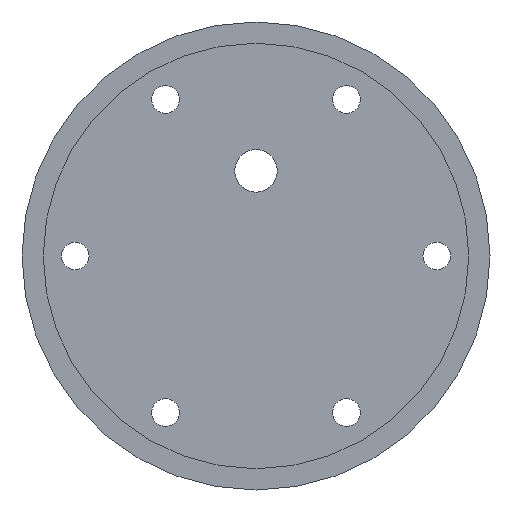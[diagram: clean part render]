
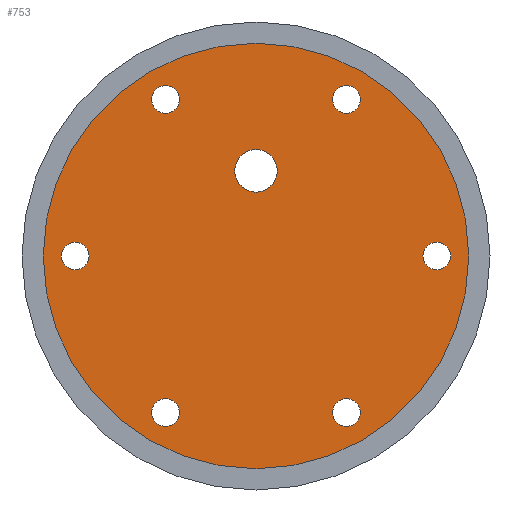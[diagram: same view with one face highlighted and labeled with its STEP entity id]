
A CAD part, front view. The second image highlights one B-rep face of the part: STEP entity #753.
In plain terms, the highlighted planar face has unit normal (0, -1, 0).
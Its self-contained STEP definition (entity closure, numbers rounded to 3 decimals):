
#16=CARTESIAN_POINT('',(0.,0.,40.));
#17=DIRECTION('',(0.,-1.,0.));
#18=DIRECTION('',(1.,0.,0.));
#19=AXIS2_PLACEMENT_3D('',#16,#17,#18);
#21=CARTESIAN_POINT('',(0.,0.,40.));
#22=DIRECTION('',(0.,-1.,0.));
#23=DIRECTION('',(-1.,0.,0.));
#24=AXIS2_PLACEMENT_3D('',#21,#22,#23);
#26=CARTESIAN_POINT('',(0.,0.,0.));
#27=DIRECTION('',(0.,-1.,0.));
#28=DIRECTION('',(0.,0.,1.));
#29=AXIS2_PLACEMENT_3D('',#26,#27,#28);
#31=CARTESIAN_POINT('',(0.,0.,0.));
#32=DIRECTION('',(0.,-1.,0.));
#33=DIRECTION('',(0.,0.,-1.));
#34=AXIS2_PLACEMENT_3D('',#31,#32,#33);
#36=CARTESIAN_POINT('',(42.5,0.,-73.612));
#37=DIRECTION('',(0.,1.,0.));
#38=DIRECTION('',(1.,0.,0.));
#39=AXIS2_PLACEMENT_3D('',#36,#37,#38);
#41=CARTESIAN_POINT('',(42.5,0.,-73.612));
#42=DIRECTION('',(0.,1.,0.));
#43=DIRECTION('',(-1.,0.,0.));
#44=AXIS2_PLACEMENT_3D('',#41,#42,#43);
#46=CARTESIAN_POINT('',(-42.5,0.,-73.612));
#47=DIRECTION('',(0.,1.,0.));
#48=DIRECTION('',(0.5,0.,-0.866));
#49=AXIS2_PLACEMENT_3D('',#46,#47,#48);
#51=CARTESIAN_POINT('',(-42.5,0.,-73.612));
#52=DIRECTION('',(0.,1.,0.));
#53=DIRECTION('',(-0.5,0.,0.866));
#54=AXIS2_PLACEMENT_3D('',#51,#52,#53);
#56=CARTESIAN_POINT('',(-85.,0.,0.));
#57=DIRECTION('',(0.,1.,0.));
#58=DIRECTION('',(-0.5,0.,-0.866));
#59=AXIS2_PLACEMENT_3D('',#56,#57,#58);
#61=CARTESIAN_POINT('',(-85.,0.,0.));
#62=DIRECTION('',(0.,1.,0.));
#63=DIRECTION('',(0.5,0.,0.866));
#64=AXIS2_PLACEMENT_3D('',#61,#62,#63);
#66=CARTESIAN_POINT('',(-42.5,0.,73.612));
#67=DIRECTION('',(0.,1.,0.));
#68=DIRECTION('',(-1.,0.,0.));
#69=AXIS2_PLACEMENT_3D('',#66,#67,#68);
#71=CARTESIAN_POINT('',(-42.5,0.,73.612));
#72=DIRECTION('',(0.,1.,0.));
#73=DIRECTION('',(1.,0.,0.));
#74=AXIS2_PLACEMENT_3D('',#71,#72,#73);
#76=CARTESIAN_POINT('',(42.5,0.,73.612));
#77=DIRECTION('',(0.,1.,0.));
#78=DIRECTION('',(-0.5,0.,0.866));
#79=AXIS2_PLACEMENT_3D('',#76,#77,#78);
#81=CARTESIAN_POINT('',(42.5,0.,73.612));
#82=DIRECTION('',(0.,1.,0.));
#83=DIRECTION('',(0.5,0.,-0.866));
#84=AXIS2_PLACEMENT_3D('',#81,#82,#83);
#86=CARTESIAN_POINT('',(85.,0.,0.));
#87=DIRECTION('',(0.,1.,0.));
#88=DIRECTION('',(0.5,0.,0.866));
#89=AXIS2_PLACEMENT_3D('',#86,#87,#88);
#91=CARTESIAN_POINT('',(85.,0.,0.));
#92=DIRECTION('',(0.,1.,0.));
#93=DIRECTION('',(-0.5,0.,-0.866));
#94=AXIS2_PLACEMENT_3D('',#91,#92,#93);
#560=CARTESIAN_POINT('',(10.,0.,40.));
#561=CARTESIAN_POINT('',(-10.,0.,40.));
#562=VERTEX_POINT('',#560);
#563=VERTEX_POINT('',#561);
#596=CARTESIAN_POINT('',(0.,0.,100.));
#597=CARTESIAN_POINT('',(0.,0.,-100.));
#598=VERTEX_POINT('',#596);
#599=VERTEX_POINT('',#597);
#612=CARTESIAN_POINT('',(49.,0.,-73.612));
#613=CARTESIAN_POINT('',(36.,0.,-73.612));
#614=VERTEX_POINT('',#612);
#615=VERTEX_POINT('',#613);
#628=CARTESIAN_POINT('',(-39.25,0.,-79.241));
#629=CARTESIAN_POINT('',(-45.75,0.,-67.983));
#630=VERTEX_POINT('',#628);
#631=VERTEX_POINT('',#629);
#644=CARTESIAN_POINT('',(-88.25,0.,-5.629));
#645=CARTESIAN_POINT('',(-81.75,0.,5.629));
#646=VERTEX_POINT('',#644);
#647=VERTEX_POINT('',#645);
#660=CARTESIAN_POINT('',(-49.,0.,73.612));
#661=CARTESIAN_POINT('',(-36.,0.,73.612));
#662=VERTEX_POINT('',#660);
#663=VERTEX_POINT('',#661);
#676=CARTESIAN_POINT('',(39.25,0.,79.241));
#677=CARTESIAN_POINT('',(45.75,0.,67.983));
#678=VERTEX_POINT('',#676);
#679=VERTEX_POINT('',#677);
#692=CARTESIAN_POINT('',(88.25,0.,5.629));
#693=CARTESIAN_POINT('',(81.75,0.,-5.629));
#694=VERTEX_POINT('',#692);
#695=VERTEX_POINT('',#693);
#700=CARTESIAN_POINT('',(0.,0.,0.));
#701=DIRECTION('',(0.,1.,0.));
#702=DIRECTION('',(1.,0.,0.));
#703=AXIS2_PLACEMENT_3D('',#700,#701,#702);
#704=PLANE('',#703);
#706=ORIENTED_EDGE('',*,*,#705,.F.);
#708=ORIENTED_EDGE('',*,*,#707,.F.);
#709=EDGE_LOOP('',(#706,#708));
#710=FACE_OUTER_BOUND('',#709,.F.);
#712=ORIENTED_EDGE('',*,*,#711,.T.);
#714=ORIENTED_EDGE('',*,*,#713,.T.);
#715=EDGE_LOOP('',(#712,#714));
#716=FACE_BOUND('',#715,.F.);
#718=ORIENTED_EDGE('',*,*,#717,.F.);
#720=ORIENTED_EDGE('',*,*,#719,.F.);
#721=EDGE_LOOP('',(#718,#720));
#722=FACE_BOUND('',#721,.F.);
#724=ORIENTED_EDGE('',*,*,#723,.F.);
#726=ORIENTED_EDGE('',*,*,#725,.F.);
#727=EDGE_LOOP('',(#724,#726));
#728=FACE_BOUND('',#727,.F.);
#730=ORIENTED_EDGE('',*,*,#729,.F.);
#732=ORIENTED_EDGE('',*,*,#731,.F.);
#733=EDGE_LOOP('',(#730,#732));
#734=FACE_BOUND('',#733,.F.);
#736=ORIENTED_EDGE('',*,*,#735,.F.);
#738=ORIENTED_EDGE('',*,*,#737,.F.);
#739=EDGE_LOOP('',(#736,#738));
#740=FACE_BOUND('',#739,.F.);
#742=ORIENTED_EDGE('',*,*,#741,.F.);
#744=ORIENTED_EDGE('',*,*,#743,.F.);
#745=EDGE_LOOP('',(#742,#744));
#746=FACE_BOUND('',#745,.F.);
#748=ORIENTED_EDGE('',*,*,#747,.F.);
#750=ORIENTED_EDGE('',*,*,#749,.F.);
#751=EDGE_LOOP('',(#748,#750));
#752=FACE_BOUND('',#751,.F.);
#20=CIRCLE('',#19,10.);
#25=CIRCLE('',#24,10.);
#30=CIRCLE('',#29,100.);
#35=CIRCLE('',#34,100.);
#40=CIRCLE('',#39,6.5);
#45=CIRCLE('',#44,6.5);
#50=CIRCLE('',#49,6.5);
#55=CIRCLE('',#54,6.5);
#60=CIRCLE('',#59,6.5);
#65=CIRCLE('',#64,6.5);
#70=CIRCLE('',#69,6.5);
#75=CIRCLE('',#74,6.5);
#80=CIRCLE('',#79,6.5);
#85=CIRCLE('',#84,6.5);
#90=CIRCLE('',#89,6.5);
#95=CIRCLE('',#94,6.5);
#705=EDGE_CURVE('',#598,#599,#30,.T.);
#707=EDGE_CURVE('',#599,#598,#35,.T.);
#711=EDGE_CURVE('',#562,#563,#20,.T.);
#713=EDGE_CURVE('',#563,#562,#25,.T.);
#717=EDGE_CURVE('',#614,#615,#40,.T.);
#719=EDGE_CURVE('',#615,#614,#45,.T.);
#723=EDGE_CURVE('',#630,#631,#50,.T.);
#725=EDGE_CURVE('',#631,#630,#55,.T.);
#729=EDGE_CURVE('',#646,#647,#60,.T.);
#731=EDGE_CURVE('',#647,#646,#65,.T.);
#735=EDGE_CURVE('',#662,#663,#70,.T.);
#737=EDGE_CURVE('',#663,#662,#75,.T.);
#741=EDGE_CURVE('',#678,#679,#80,.T.);
#743=EDGE_CURVE('',#679,#678,#85,.T.);
#747=EDGE_CURVE('',#694,#695,#90,.T.);
#749=EDGE_CURVE('',#695,#694,#95,.T.);
#753=ADVANCED_FACE('',(#710,#716,#722,#728,#734,#740,#746,#752),#704,.F.);
